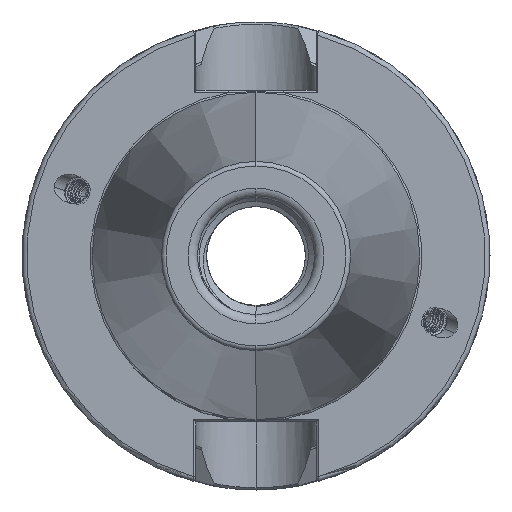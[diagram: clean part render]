
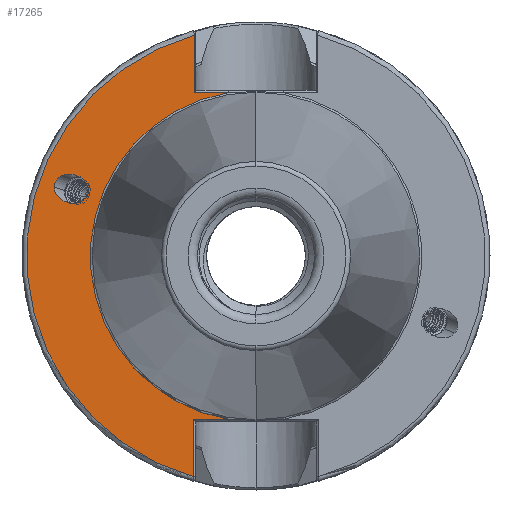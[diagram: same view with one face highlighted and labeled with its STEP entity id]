
A CAD part, left-side view. The second image highlights one B-rep face of the part: STEP entity #17265.
In plain terms, the highlighted planar face has unit normal (-1, 0, 0).
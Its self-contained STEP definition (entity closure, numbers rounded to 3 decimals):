
#5268 = LINE ( 'NONE', #16846, #5330 ) ;
#5330 = VECTOR ( 'NONE', #16852, 1000. ) ;
#5352 = EDGE_CURVE ( 'NONE', #19557, #20574, #5268, .T. ) ;
#5360 = LINE ( 'NONE', #27967, #5425 ) ;
#5369 = EDGE_CURVE ( 'NONE', #19485, #20574, #5439, .T. ) ;
#5373 = LINE ( 'NONE', #17007, #5408 ) ;
#5382 = EDGE_CURVE ( 'NONE', #19485, #19563, #5435, .T. ) ;
#5386 = VECTOR ( 'NONE', #16928, 1000. ) ;
#5389 = EDGE_CURVE ( 'NONE', #19566, #19557, #5373, .T. ) ;
#5394 = EDGE_CURVE ( 'NONE', #19544, #19506, #24288, .T. ) ;
#5397 = CIRCLE ( 'NONE', #22642, 35.398 ) ;
#5408 = VECTOR ( 'NONE', #16976, 1000. ) ;
#5425 = VECTOR ( 'NONE', #27957, 1000. ) ;
#5426 = EDGE_CURVE ( 'NONE', #19516, #19566, #5397, .T. ) ;
#5435 = LINE ( 'NONE', #16933, #5386 ) ;
#5439 = CIRCLE ( 'NONE', #22648, 49. ) ;
#5458 = EDGE_CURVE ( 'NONE', #19563, #19516, #5360, .T. ) ;
#8829 = ORIENTED_EDGE ( 'NONE', *, *, #5389, .T. ) ;
#8833 = ORIENTED_EDGE ( 'NONE', *, *, #5382, .T. ) ;
#8843 = ORIENTED_EDGE ( 'NONE', *, *, #5426, .T. ) ;
#8856 = ORIENTED_EDGE ( 'NONE', *, *, #5352, .T. ) ;
#8866 = ORIENTED_EDGE ( 'NONE', *, *, #5394, .F. ) ;
#8869 = ORIENTED_EDGE ( 'NONE', *, *, #10765, .F. ) ;
#8874 = ORIENTED_EDGE ( 'NONE', *, *, #5369, .F. ) ;
#8887 = ORIENTED_EDGE ( 'NONE', *, *, #5458, .T. ) ;
#8909 = ORIENTED_EDGE ( 'NONE', *, *, #10711, .F. ) ;
#10711 = EDGE_CURVE ( 'NONE', #19506, #19561, #15917, .T. ) ;
#10765 = EDGE_CURVE ( 'NONE', #19561, #19544, #15905, .T. ) ;
#12536 = FACE_OUTER_BOUND ( 'NONE', #18919, .T. ) ;
#12551 = FACE_BOUND ( 'NONE', #18838, .T. ) ;
#13685 = DIRECTION ( 'NONE',  ( -1., 0., 0. ) ) ;
#13687 = CARTESIAN_POINT ( 'NONE',  ( 0., 35.398, 0. ) ) ;
#13698 = DIRECTION ( 'NONE',  ( 0., 0., 1. ) ) ;
#13721 = PLANE ( 'NONE',  #26878 ) ;
#15905 =( BOUNDED_CURVE ( )  B_SPLINE_CURVE ( 3, ( #20083, #20085, #20135, #20162 ),
 .UNSPECIFIED., .F., .T. ) 
 B_SPLINE_CURVE_WITH_KNOTS ( ( 4, 4 ),
 ( 0.29, 3.431 ),
 .UNSPECIFIED. ) 
 CURVE ( )  GEOMETRIC_REPRESENTATION_ITEM ( )  RATIONAL_B_SPLINE_CURVE ( ( 1., 0.333, 0.333, 1. ) ) 
 REPRESENTATION_ITEM ( '' )  );
#15917 =( BOUNDED_CURVE ( )  B_SPLINE_CURVE ( 3, ( #19709, #19700, #19734, #19752 ),
 .UNSPECIFIED., .F., .T. ) 
 B_SPLINE_CURVE_WITH_KNOTS ( ( 4, 4 ),
 ( 0., 0.29 ),
 .UNSPECIFIED. ) 
 CURVE ( )  GEOMETRIC_REPRESENTATION_ITEM ( )  RATIONAL_B_SPLINE_CURVE ( ( 1., 0.993, 0.993, 1. ) ) 
 REPRESENTATION_ITEM ( '' )  );
#16846 = CARTESIAN_POINT ( 'NONE',  ( 0., 13.194, 0. ) ) ;
#16852 = DIRECTION ( 'NONE',  ( 0., 0., 1. ) ) ;
#16928 = DIRECTION ( 'NONE',  ( 0., 0., 1. ) ) ;
#16933 = CARTESIAN_POINT ( 'NONE',  ( 0., 13.279, -35.4 ) ) ;
#16934 = DIRECTION ( 'NONE',  ( 1., 0., 0. ) ) ;
#16948 = CARTESIAN_POINT ( 'NONE',  ( 0., 0., 0. ) ) ;
#16950 = DIRECTION ( 'NONE',  ( 0., 0., -1. ) ) ;
#16976 = DIRECTION ( 'NONE',  ( 0., 1., 0. ) ) ;
#16977 = CARTESIAN_POINT ( 'NONE',  ( 0., 35.968, 13.091 ) ) ;
#16983 = CARTESIAN_POINT ( 'NONE',  ( 0., 43.118, 9.99 ) ) ;
#17002 = CARTESIAN_POINT ( 'NONE',  ( 0., 37.57, 8.69 ) ) ;
#17004 = CARTESIAN_POINT ( 'NONE',  ( 0., 43.118, 14.766 ) ) ;
#17007 = CARTESIAN_POINT ( 'NONE',  ( 0., 35.398, 34.9 ) ) ;
#17265 = ADVANCED_FACE ( 'NONE', ( #12551, #12536 ), #13721, .T. ) ;
#18379 = CARTESIAN_POINT ( 'NONE',  ( 0., 13.279, -47.166 ) ) ;
#18401 = CARTESIAN_POINT ( 'NONE',  ( 0., 35.816, 13.963 ) ) ;
#18411 = CARTESIAN_POINT ( 'NONE',  ( 0., 5.916, -34.9 ) ) ;
#18418 = CARTESIAN_POINT ( 'NONE',  ( 0., 5.916, 34.9 ) ) ;
#18424 = CARTESIAN_POINT ( 'NONE',  ( 0., 13.194, 34.9 ) ) ;
#18438 = CARTESIAN_POINT ( 'NONE',  ( 0., 13.279, -34.9 ) ) ;
#18446 = CARTESIAN_POINT ( 'NONE',  ( 0., 43.118, 14.766 ) ) ;
#18450 = CARTESIAN_POINT ( 'NONE',  ( 0., 35.968, 13.091 ) ) ;
#18466 = CARTESIAN_POINT ( 'NONE',  ( 0., 13.194, 47.19 ) ) ;
#18838 = EDGE_LOOP ( 'NONE', ( #8909, #8866, #8869 ) ) ;
#18919 = EDGE_LOOP ( 'NONE', ( #8874, #8833, #8887, #8843, #8829, #8856 ) ) ;
#19485 = VERTEX_POINT ( 'NONE', #18379 ) ;
#19506 = VERTEX_POINT ( 'NONE', #18450 ) ;
#19516 = VERTEX_POINT ( 'NONE', #18411 ) ;
#19544 = VERTEX_POINT ( 'NONE', #18446 ) ;
#19557 = VERTEX_POINT ( 'NONE', #18424 ) ;
#19561 = VERTEX_POINT ( 'NONE', #18401 ) ;
#19563 = VERTEX_POINT ( 'NONE', #18438 ) ;
#19566 = VERTEX_POINT ( 'NONE', #18418 ) ;
#19700 = CARTESIAN_POINT ( 'NONE',  ( 0., 35.867, 13.369 ) ) ;
#19709 = CARTESIAN_POINT ( 'NONE',  ( 0., 35.968, 13.091 ) ) ;
#19734 = CARTESIAN_POINT ( 'NONE',  ( 0., 35.816, 13.662 ) ) ;
#19752 = CARTESIAN_POINT ( 'NONE',  ( 0., 35.816, 13.963 ) ) ;
#20083 = CARTESIAN_POINT ( 'NONE',  ( 0., 35.816, 13.963 ) ) ;
#20085 = CARTESIAN_POINT ( 'NONE',  ( 0., 35.816, 20.184 ) ) ;
#20135 = CARTESIAN_POINT ( 'NONE',  ( 0., 43.118, 20.987 ) ) ;
#20162 = CARTESIAN_POINT ( 'NONE',  ( 0., 43.118, 14.766 ) ) ;
#20499 = DIRECTION ( 'NONE',  ( 0., 0., -1. ) ) ;
#20505 = DIRECTION ( 'NONE',  ( 1., 0., 0. ) ) ;
#20513 = CARTESIAN_POINT ( 'NONE',  ( 0., 0., 0. ) ) ;
#20574 = VERTEX_POINT ( 'NONE', #18466 ) ;
#22642 = AXIS2_PLACEMENT_3D ( 'NONE', #20513, #20505, #20499 ) ;
#22648 = AXIS2_PLACEMENT_3D ( 'NONE', #16948, #16934, #16950 ) ;
#24288 =( BOUNDED_CURVE ( )  B_SPLINE_CURVE ( 3, ( #17004, #16983, #17002, #16977 ),
 .UNSPECIFIED., .F., .F. ) 
 B_SPLINE_CURVE_WITH_KNOTS ( ( 4, 4 ),
 ( 3.431, 6.283 ),
 .UNSPECIFIED. ) 
 CURVE ( )  GEOMETRIC_REPRESENTATION_ITEM ( )  RATIONAL_B_SPLINE_CURVE ( ( 1., 0.43, 0.43, 1. ) ) 
 REPRESENTATION_ITEM ( '' )  );
#26878 = AXIS2_PLACEMENT_3D ( 'NONE', #13687, #13685, #13698 ) ;
#27957 = DIRECTION ( 'NONE',  ( 0., -1., 0. ) ) ;
#27967 = CARTESIAN_POINT ( 'NONE',  ( 0., -12.85, -34.9 ) ) ;
